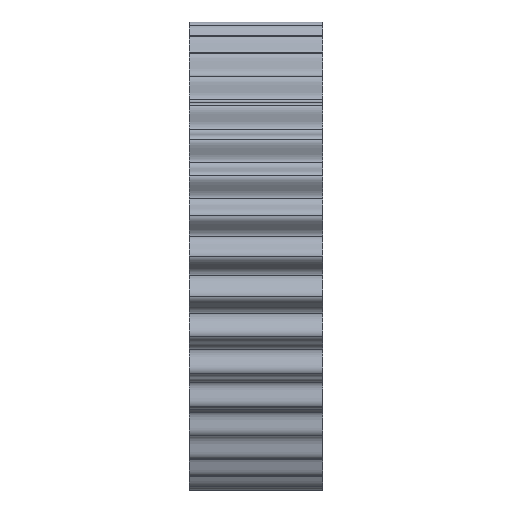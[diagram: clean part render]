
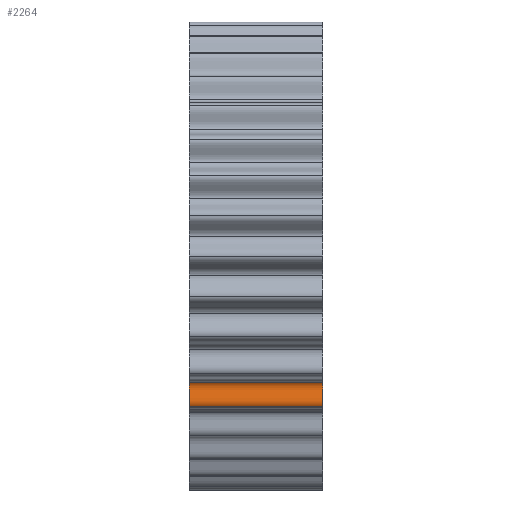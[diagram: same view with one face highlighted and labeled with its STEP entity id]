
A CAD part, left-side view. The second image highlights one B-rep face of the part: STEP entity #2264.
In plain terms, the highlighted free-form (B-spline) face has degree [3, 1] with [5, 2] control points.
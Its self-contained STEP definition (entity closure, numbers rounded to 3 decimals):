
#40 = ORIENTED_EDGE ( 'NONE', *, *, #1664, .T. ) ;
#81 = CARTESIAN_POINT ( 'NONE',  ( -26.679, 0., -19.449 ) ) ;
#113 = CARTESIAN_POINT ( 'NONE',  ( -26.894, 0., -20.689 ) ) ;
#152 = VECTOR ( 'NONE', #2331, 1000. ) ;
#291 = CARTESIAN_POINT ( 'NONE',  ( -27.032, 0., -18.928 ) ) ;
#402 = CARTESIAN_POINT ( 'NONE',  ( -26.679, 20., -19.449 ) ) ;
#404 = VECTOR ( 'NONE', #1036, 1000. ) ;
#587 = CARTESIAN_POINT ( 'NONE',  ( -26.894, 0., -20.689 ) ) ;
#621 = VERTEX_POINT ( 'NONE', #291 ) ;
#752 = EDGE_CURVE ( 'NONE', #3133, #2833, #1630, .T. ) ;
#828 = CARTESIAN_POINT ( 'NONE',  ( -27.032, 0., -18.928 ) ) ;
#855 = LINE ( 'NONE', #1315, #152 ) ;
#878 = B_SPLINE_SURFACE_WITH_KNOTS ( 'NONE', 3, 1, ( 
 ( #2831, #2305 ),
 ( #2814, #1587 ),
 ( #2798, #113 ),
 ( #1113, #81 ),
 ( #1066, #2088 ) ),
 .UNSPECIFIED., .F., .F., .F.,
 ( 4, 1, 4 ),
 ( 2, 2 ),
 ( 0., 0.5, 1. ),
 ( 0., 1. ),
 .UNSPECIFIED. ) ;
#1036 = DIRECTION ( 'NONE',  ( 0., -1., 0. ) ) ;
#1066 = CARTESIAN_POINT ( 'NONE',  ( -27.032, 20., -18.928 ) ) ;
#1074 = CARTESIAN_POINT ( 'NONE',  ( -27.032, 20., -18.928 ) ) ;
#1113 = CARTESIAN_POINT ( 'NONE',  ( -26.679, 20., -19.449 ) ) ;
#1315 = CARTESIAN_POINT ( 'NONE',  ( -27.032, 20., -18.928 ) ) ;
#1320 = EDGE_CURVE ( 'NONE', #2800, #621, #2155, .T. ) ;
#1340 = CARTESIAN_POINT ( 'NONE',  ( -26.812, 20., -22.498 ) ) ;
#1482 = ORIENTED_EDGE ( 'NONE', *, *, #752, .F. ) ;
#1501 = CARTESIAN_POINT ( 'NONE',  ( -26.812, 0., -22.498 ) ) ;
#1549 = CARTESIAN_POINT ( 'NONE',  ( -26.679, 0., -19.449 ) ) ;
#1587 = CARTESIAN_POINT ( 'NONE',  ( -27.219, 0., -22.023 ) ) ;
#1630 = B_SPLINE_CURVE_WITH_KNOTS ( 'NONE', 3,
 ( #1340, #2796, #2579, #402, #2105 ),
 .UNSPECIFIED., .F., .F.,
 ( 4, 1, 4 ),
 ( 0., 0.5, 1. ),
 .UNSPECIFIED. ) ;
#1662 = ORIENTED_EDGE ( 'NONE', *, *, #1320, .T. ) ;
#1664 = EDGE_CURVE ( 'NONE', #3133, #2800, #1758, .T. ) ;
#1758 = LINE ( 'NONE', #2272, #404 ) ;
#1838 = FACE_OUTER_BOUND ( 'NONE', #2589, .T. ) ;
#2052 = CARTESIAN_POINT ( 'NONE',  ( -27.219, 0., -22.023 ) ) ;
#2088 = CARTESIAN_POINT ( 'NONE',  ( -27.032, 0., -18.928 ) ) ;
#2105 = CARTESIAN_POINT ( 'NONE',  ( -27.032, 20., -18.928 ) ) ;
#2155 = B_SPLINE_CURVE_WITH_KNOTS ( 'NONE', 3,
 ( #2756, #2052, #587, #1549, #828 ),
 .UNSPECIFIED., .F., .F.,
 ( 4, 1, 4 ),
 ( 0., 0.5, 1. ),
 .UNSPECIFIED. ) ;
#2249 = EDGE_CURVE ( 'NONE', #2833, #621, #855, .T. ) ;
#2255 = ORIENTED_EDGE ( 'NONE', *, *, #2249, .F. ) ;
#2264 = ADVANCED_FACE ( 'NONE', ( #1838 ), #878, .F. ) ;
#2272 = CARTESIAN_POINT ( 'NONE',  ( -26.812, 20., -22.498 ) ) ;
#2305 = CARTESIAN_POINT ( 'NONE',  ( -26.812, 0., -22.498 ) ) ;
#2331 = DIRECTION ( 'NONE',  ( 0., -1., 0. ) ) ;
#2579 = CARTESIAN_POINT ( 'NONE',  ( -26.894, 20., -20.689 ) ) ;
#2589 = EDGE_LOOP ( 'NONE', ( #1662, #2255, #1482, #40 ) ) ;
#2756 = CARTESIAN_POINT ( 'NONE',  ( -26.812, 0., -22.498 ) ) ;
#2796 = CARTESIAN_POINT ( 'NONE',  ( -27.219, 20., -22.023 ) ) ;
#2798 = CARTESIAN_POINT ( 'NONE',  ( -26.894, 20., -20.689 ) ) ;
#2800 = VERTEX_POINT ( 'NONE', #1501 ) ;
#2814 = CARTESIAN_POINT ( 'NONE',  ( -27.219, 20., -22.023 ) ) ;
#2831 = CARTESIAN_POINT ( 'NONE',  ( -26.812, 20., -22.498 ) ) ;
#2833 = VERTEX_POINT ( 'NONE', #1074 ) ;
#2999 = CARTESIAN_POINT ( 'NONE',  ( -26.812, 20., -22.498 ) ) ;
#3133 = VERTEX_POINT ( 'NONE', #2999 ) ;
